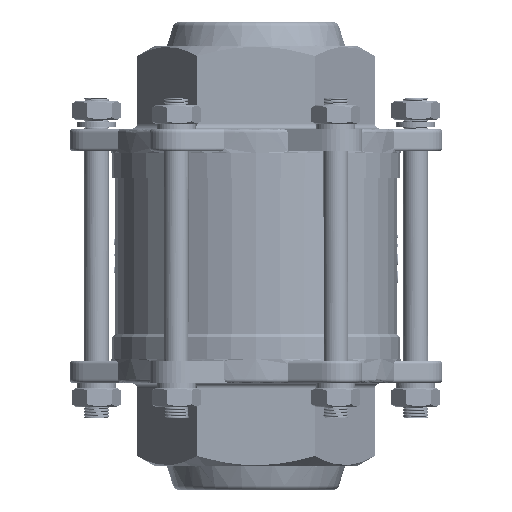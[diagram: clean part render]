
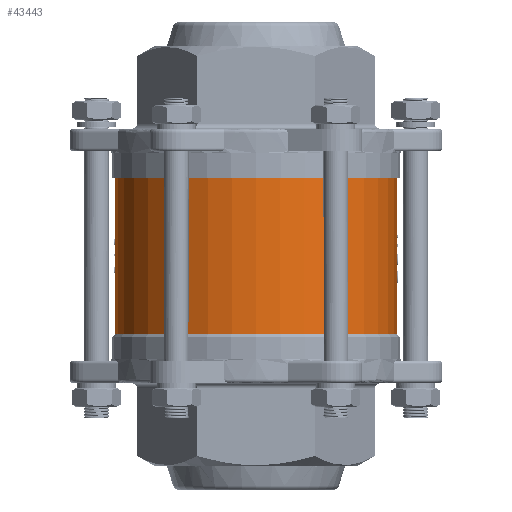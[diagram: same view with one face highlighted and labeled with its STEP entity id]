
A CAD part, front view. The second image highlights one B-rep face of the part: STEP entity #43443.
In plain terms, the highlighted cylindrical face has radius 68.5 mm (diameter 137 mm), a partial arc.
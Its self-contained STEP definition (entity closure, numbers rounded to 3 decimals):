
#4241=LINE('',#70744,#6492);
#4242=LINE('',#70746,#6493);
#6492=VECTOR('',#51873,1000.);
#6493=VECTOR('',#51874,1000.);
#8498=CYLINDRICAL_SURFACE('',#46686,68.5);
#10654=ORIENTED_EDGE('',*,*,#23497,.F.);
#10655=ORIENTED_EDGE('',*,*,#23494,.T.);
#10656=ORIENTED_EDGE('',*,*,#23498,.T.);
#10657=ORIENTED_EDGE('',*,*,#23499,.F.);
#23494=EDGE_CURVE('',#29916,#29914,#33788,.T.);
#23497=EDGE_CURVE('',#29916,#29918,#4241,.T.);
#23498=EDGE_CURVE('',#29914,#29919,#4242,.T.);
#23499=EDGE_CURVE('',#29918,#29919,#33790,.T.);
#29914=VERTEX_POINT('',#70736);
#29916=VERTEX_POINT('',#70739);
#29918=VERTEX_POINT('',#70745);
#29919=VERTEX_POINT('',#70747);
#33788=CIRCLE('',#46684,68.5);
#33790=CIRCLE('',#46687,68.5);
#36144=EDGE_LOOP('',(#10654,#10655,#10656,#10657));
#39404=FACE_BOUND('',#36144,.T.);
#43443=ADVANCED_FACE('',(#39404),#8498,.T.);
#46684=AXIS2_PLACEMENT_3D('',#70738,#51866,#51867);
#46686=AXIS2_PLACEMENT_3D('',#70743,#51871,#51872);
#46687=AXIS2_PLACEMENT_3D('',#70748,#51875,#51876);
#51866=DIRECTION('',(0.,0.,1.));
#51867=DIRECTION('',(1.,0.,0.));
#51871=DIRECTION('',(0.,0.,1.));
#51872=DIRECTION('',(1.,0.,0.));
#51873=DIRECTION('',(0.,0.,1.));
#51874=DIRECTION('',(0.,0.,1.));
#51875=DIRECTION('',(0.,0.,1.));
#51876=DIRECTION('',(1.,0.,0.));
#70736=CARTESIAN_POINT('',(68.5,0.,-38.));
#70738=CARTESIAN_POINT('',(0.,0.,-38.));
#70739=CARTESIAN_POINT('',(-68.5,0.,-38.));
#70743=CARTESIAN_POINT('',(0.,0.,-38.));
#70744=CARTESIAN_POINT('',(-68.5,0.,-38.));
#70745=CARTESIAN_POINT('',(-68.5,0.,38.));
#70746=CARTESIAN_POINT('',(68.5,0.,-38.));
#70747=CARTESIAN_POINT('',(68.5,0.,38.));
#70748=CARTESIAN_POINT('',(0.,0.,38.));
